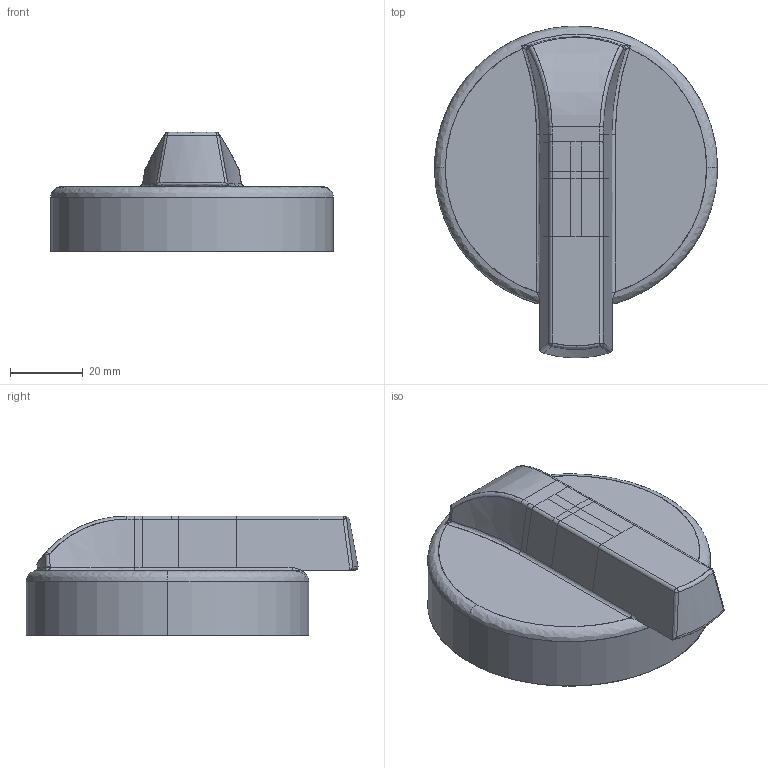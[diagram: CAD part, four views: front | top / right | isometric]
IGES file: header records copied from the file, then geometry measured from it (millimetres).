
Start section: SolidWorks IGES file using analytic representation for surfaces
Global section: file name: H4X-04B.IGS; native system: SolidWorks 2011; preprocessor: SolidWorks 2011; author: MA9428; date: 130124.165711; units: millimetre
Bounding box: 78 x 91.51 x 33 mm (x, y, z)
Surface area: 17195.7 mm2 (no closed solid volume)
Topology: 0 solids, 0 shells, 85 faces, 867 edges, 863 vertices
Faces by surface type: bspline 52, revolution 33
